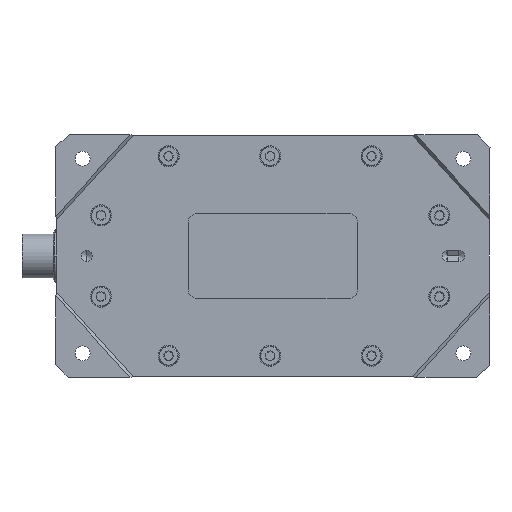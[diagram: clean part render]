
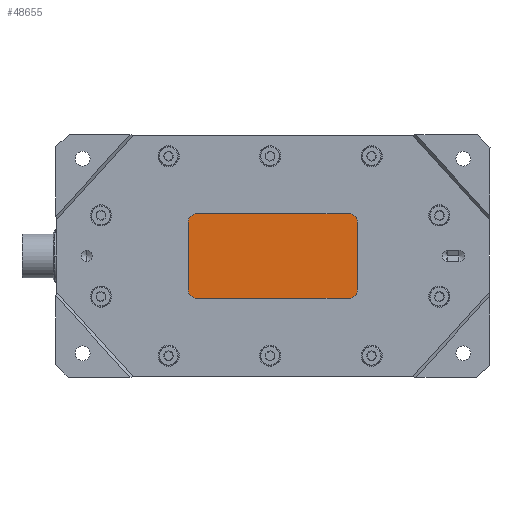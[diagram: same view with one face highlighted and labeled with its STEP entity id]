
A CAD part, front view. The second image highlights one B-rep face of the part: STEP entity #48655.
In plain terms, the highlighted planar face has unit normal (0, -1, 0).
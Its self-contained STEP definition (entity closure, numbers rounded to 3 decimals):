
#1158 = AXIS2_PLACEMENT_3D ( 'NONE', #38692, #37619, #9673 ) ;
#1393 = CARTESIAN_POINT ( 'NONE',  ( -27., -32.7, -15. ) ) ;
#2417 = ORIENTED_EDGE ( 'NONE', *, *, #37933, .T. ) ;
#8402 = AXIS2_PLACEMENT_3D ( 'NONE', #68049, #63262, #57761 ) ;
#8644 = CARTESIAN_POINT ( 'NONE',  ( -27., -32.7, 15. ) ) ;
#9673 = DIRECTION ( 'NONE',  ( 0., 0., 1. ) ) ;
#10767 = CIRCLE ( 'NONE', #8402, 3. ) ;
#11018 = VERTEX_POINT ( 'NONE', #39442 ) ;
#11082 = VERTEX_POINT ( 'NONE', #21472 ) ;
#12405 = LINE ( 'NONE', #34802, #48912 ) ;
#13511 = VECTOR ( 'NONE', #27693, 1000. ) ;
#13572 = AXIS2_PLACEMENT_3D ( 'NONE', #49565, #33046, #55391 ) ;
#14106 = VERTEX_POINT ( 'NONE', #50179 ) ;
#15720 = VERTEX_POINT ( 'NONE', #17275 ) ;
#15996 = EDGE_CURVE ( 'NONE', #14106, #38186, #22351, .T. ) ;
#16552 = ORIENTED_EDGE ( 'NONE', *, *, #15996, .T. ) ;
#17224 = EDGE_CURVE ( 'NONE', #60719, #14106, #17775, .T. ) ;
#17275 = CARTESIAN_POINT ( 'NONE',  ( 27., -32.7, -15. ) ) ;
#17381 = ORIENTED_EDGE ( 'NONE', *, *, #64412, .T. ) ;
#17417 = CARTESIAN_POINT ( 'NONE',  ( 30., -32.7, 12. ) ) ;
#17775 = LINE ( 'NONE', #17417, #40836 ) ;
#19109 = AXIS2_PLACEMENT_3D ( 'NONE', #26146, #64269, #26512 ) ;
#19635 = EDGE_CURVE ( 'NONE', #38186, #56225, #12405, .T. ) ;
#19994 = EDGE_LOOP ( 'NONE', ( #70787, #2417, #17381, #31525, #16552, #61898, #59862, #53169 ) ) ;
#21472 = CARTESIAN_POINT ( 'NONE',  ( -30., -32.7, -12. ) ) ;
#22351 = CIRCLE ( 'NONE', #1158, 3. ) ;
#26146 = CARTESIAN_POINT ( 'NONE',  ( -27., -32.7, -12. ) ) ;
#26378 = PLANE ( 'NONE',  #59561 ) ;
#26512 = DIRECTION ( 'NONE',  ( 0., 0., -1. ) ) ;
#27307 = CIRCLE ( 'NONE', #19109, 3. ) ;
#27693 = DIRECTION ( 'NONE',  ( 1., 0., 0. ) ) ;
#28535 = DIRECTION ( 'NONE',  ( 0., 0., -1. ) ) ;
#31525 = ORIENTED_EDGE ( 'NONE', *, *, #17224, .T. ) ;
#33046 = DIRECTION ( 'NONE',  ( 0., -1., 0. ) ) ;
#33195 = CARTESIAN_POINT ( 'NONE',  ( -27., -32.7, -15. ) ) ;
#34802 = CARTESIAN_POINT ( 'NONE',  ( -27., -32.7, 15. ) ) ;
#35002 = DIRECTION ( 'NONE',  ( 0., 0., 1. ) ) ;
#37619 = DIRECTION ( 'NONE',  ( 0., -1., 0. ) ) ;
#37933 = EDGE_CURVE ( 'NONE', #45814, #15720, #61026, .T. ) ;
#38186 = VERTEX_POINT ( 'NONE', #64659 ) ;
#38692 = CARTESIAN_POINT ( 'NONE',  ( 27., -32.7, 12. ) ) ;
#38793 = CARTESIAN_POINT ( 'NONE',  ( -30., -32.7, 12. ) ) ;
#38914 = EDGE_CURVE ( 'NONE', #11018, #11082, #44682, .T. ) ;
#39442 = CARTESIAN_POINT ( 'NONE',  ( -30., -32.7, 12. ) ) ;
#40836 = VECTOR ( 'NONE', #35002, 1000. ) ;
#44682 = LINE ( 'NONE', #38793, #69788 ) ;
#45814 = VERTEX_POINT ( 'NONE', #1393 ) ;
#46936 = DIRECTION ( 'NONE',  ( -1., 0., 0. ) ) ;
#48655 = ADVANCED_FACE ( 'NONE', ( #65949 ), #26378, .T. ) ;
#48749 = CARTESIAN_POINT ( 'NONE',  ( -27., -32.7, -12. ) ) ;
#48912 = VECTOR ( 'NONE', #46936, 1000. ) ;
#49565 = CARTESIAN_POINT ( 'NONE',  ( 27., -32.7, -12. ) ) ;
#50179 = CARTESIAN_POINT ( 'NONE',  ( 30., -32.7, 12. ) ) ;
#53169 = ORIENTED_EDGE ( 'NONE', *, *, #38914, .T. ) ;
#53384 = EDGE_CURVE ( 'NONE', #56225, #11018, #10767, .T. ) ;
#55391 = DIRECTION ( 'NONE',  ( 0., 0., -1. ) ) ;
#55573 = EDGE_CURVE ( 'NONE', #11082, #45814, #27307, .T. ) ;
#56225 = VERTEX_POINT ( 'NONE', #8644 ) ;
#57761 = DIRECTION ( 'NONE',  ( 0., 0., -1. ) ) ;
#59561 = AXIS2_PLACEMENT_3D ( 'NONE', #48749, #71108, #60428 ) ;
#59862 = ORIENTED_EDGE ( 'NONE', *, *, #53384, .T. ) ;
#60428 = DIRECTION ( 'NONE',  ( 0., 0., -1. ) ) ;
#60719 = VERTEX_POINT ( 'NONE', #66935 ) ;
#61026 = LINE ( 'NONE', #33195, #13511 ) ;
#61898 = ORIENTED_EDGE ( 'NONE', *, *, #19635, .T. ) ;
#63262 = DIRECTION ( 'NONE',  ( 0., -1., 0. ) ) ;
#64269 = DIRECTION ( 'NONE',  ( 0., -1., 0. ) ) ;
#64412 = EDGE_CURVE ( 'NONE', #15720, #60719, #65090, .T. ) ;
#64659 = CARTESIAN_POINT ( 'NONE',  ( 27., -32.7, 15. ) ) ;
#65090 = CIRCLE ( 'NONE', #13572, 3. ) ;
#65949 = FACE_OUTER_BOUND ( 'NONE', #19994, .T. ) ;
#66935 = CARTESIAN_POINT ( 'NONE',  ( 30., -32.7, -12. ) ) ;
#68049 = CARTESIAN_POINT ( 'NONE',  ( -27., -32.7, 12. ) ) ;
#69788 = VECTOR ( 'NONE', #28535, 1000. ) ;
#70787 = ORIENTED_EDGE ( 'NONE', *, *, #55573, .T. ) ;
#71108 = DIRECTION ( 'NONE',  ( 0., -1., 0. ) ) ;
